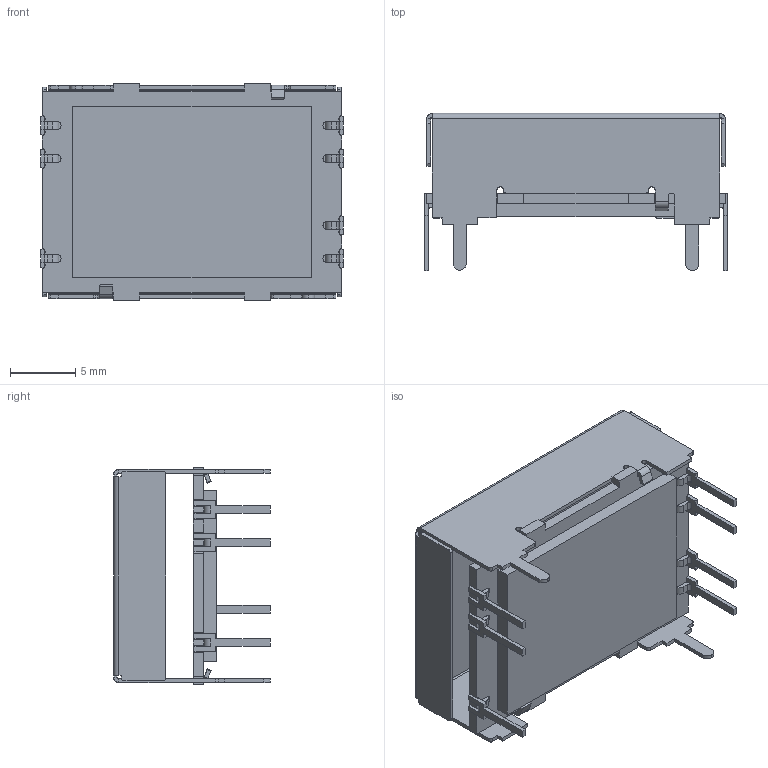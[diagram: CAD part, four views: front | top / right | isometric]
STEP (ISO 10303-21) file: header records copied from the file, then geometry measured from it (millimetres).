
FILE_DESCRIPTION (( 'STEP AP214' ), '1' );
FILE_NAME ('cc3-f-e_outline.STEP', '2016-11-29T03:20:00', ( 'tluser' ), ( '' ), 'SwSTEP 2.0', 'SolidWorks 2013', '' );
FILE_SCHEMA (( 'AUTOMOTIVE_DESIGN' ));
Length unit declared in the file: millimetre
Products named in the file (1): cc3-f-e_outline
Bounding box: 23.16 x 12 x 16.6 mm (x, y, z)
Volume: 767.9 mm3; surface area: 2563.8 mm2
Topology: 1 solids, 1 shells, 372 faces, 1307 edges, 848 vertices
Faces by surface type: plane 266, cylinder 106
Entity records: 18407 total; most frequent: CARTESIAN_POINT 2675, ORIENTED_EDGE 2614, DIRECTION 2349, EDGE_CURVE 1307, VECTOR 969, LINE 969, VERTEX_POINT 848, AXIS2_PLACEMENT_3D 690
